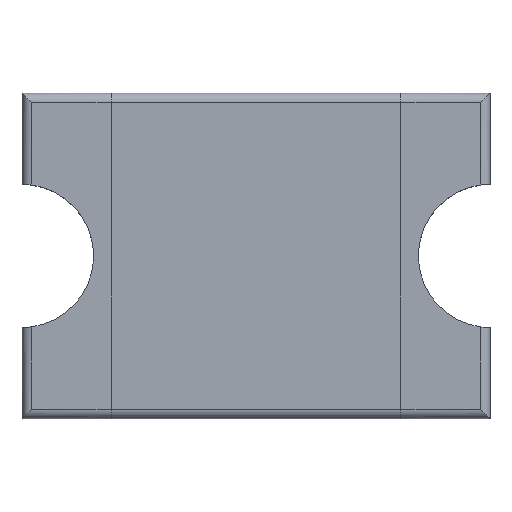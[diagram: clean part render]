
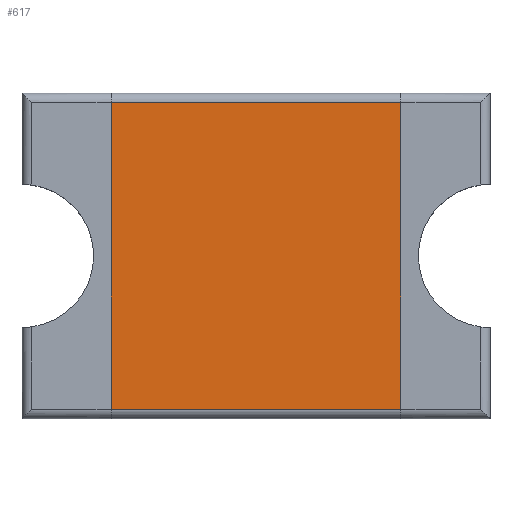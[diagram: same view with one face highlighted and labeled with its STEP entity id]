
A CAD part, top view. The second image highlights one B-rep face of the part: STEP entity #617.
In plain terms, the highlighted planar face has unit normal (0, 0, 1).
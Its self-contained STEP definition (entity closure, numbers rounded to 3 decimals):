
#24=PLANE('',#682);
#48=FACE_OUTER_BOUND('',#86,.T.);
#86=EDGE_LOOP('',(#420,#421,#422,#423));
#140=LINE('',#918,#196);
#149=LINE('',#951,#205);
#154=LINE('',#962,#210);
#155=LINE('',#963,#211);
#196=VECTOR('',#743,1000.);
#205=VECTOR('',#774,1000.);
#210=VECTOR('',#787,1000.);
#211=VECTOR('',#788,1000.);
#252=VERTEX_POINT('',#908);
#256=VERTEX_POINT('',#917);
#266=VERTEX_POINT('',#941);
#269=VERTEX_POINT('',#949);
#305=EDGE_CURVE('',#256,#252,#140,.T.);
#321=EDGE_CURVE('',#266,#269,#149,.T.);
#327=EDGE_CURVE('',#252,#266,#154,.T.);
#328=EDGE_CURVE('',#256,#269,#155,.T.);
#420=ORIENTED_EDGE('',*,*,#327,.T.);
#421=ORIENTED_EDGE('',*,*,#321,.T.);
#422=ORIENTED_EDGE('',*,*,#328,.F.);
#423=ORIENTED_EDGE('',*,*,#305,.T.);
#617=ADVANCED_FACE('',(#48),#24,.F.);
#682=AXIS2_PLACEMENT_3D('',#961,#785,#786);
#743=DIRECTION('',(-1.,0.,0.));
#774=DIRECTION('',(1.,0.,0.));
#785=DIRECTION('center_axis',(0.,0.,-1.));
#786=DIRECTION('ref_axis',(-1.,0.,0.));
#787=DIRECTION('',(0.,-1.,0.));
#788=DIRECTION('',(0.,-1.,0.));
#908=CARTESIAN_POINT('',(-2.278,2.409,0.6));
#917=CARTESIAN_POINT('',(2.278,2.409,0.6));
#918=CARTESIAN_POINT('',(-3.678,2.409,0.6));
#941=CARTESIAN_POINT('',(-2.278,-2.409,0.6));
#949=CARTESIAN_POINT('',(2.278,-2.409,0.6));
#951=CARTESIAN_POINT('',(-3.678,-2.409,0.6));
#961=CARTESIAN_POINT('Origin',(-3.678,0.,0.6));
#962=CARTESIAN_POINT('',(-2.278,0.,0.6));
#963=CARTESIAN_POINT('',(2.278,0.,0.6));
